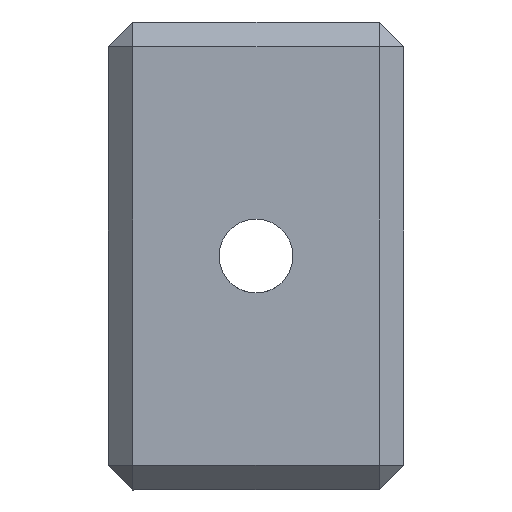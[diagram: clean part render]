
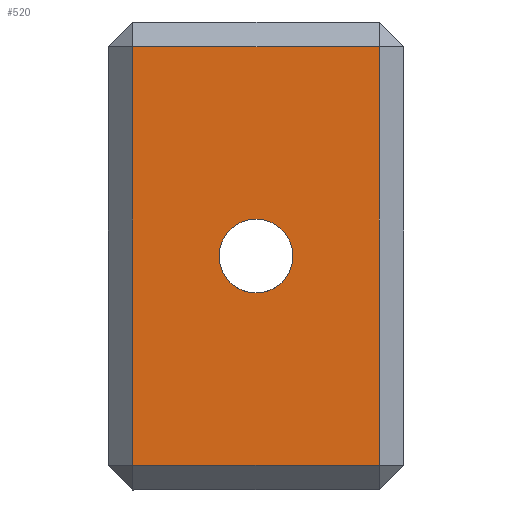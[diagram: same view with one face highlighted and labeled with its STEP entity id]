
A CAD part, front view. The second image highlights one B-rep face of the part: STEP entity #520.
In plain terms, the highlighted planar face has unit normal (0, -1, -0.001).
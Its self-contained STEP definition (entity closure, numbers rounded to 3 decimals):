
#27=FACE_BOUND('',#101,.T.);
#39=CIRCLE('',#566,4.5);
#66=FACE_OUTER_BOUND('',#100,.T.);
#100=EDGE_LOOP('',(#453,#454,#455,#456));
#101=EDGE_LOOP('',(#457));
#149=LINE('',#845,#205);
#156=LINE('',#858,#212);
#157=LINE('',#860,#213);
#159=LINE('',#864,#215);
#205=VECTOR('',#692,10.);
#212=VECTOR('',#705,10.);
#213=VECTOR('',#708,10.);
#215=VECTOR('',#714,10.);
#255=VERTEX_POINT('',#833);
#256=VERTEX_POINT('',#837);
#257=VERTEX_POINT('',#841);
#258=VERTEX_POINT('',#847);
#260=VERTEX_POINT('',#853);
#312=EDGE_CURVE('',#255,#255,#39,.T.);
#317=EDGE_CURVE('',#256,#257,#149,.T.);
#324=EDGE_CURVE('',#257,#260,#156,.T.);
#325=EDGE_CURVE('',#260,#258,#157,.T.);
#327=EDGE_CURVE('',#258,#256,#159,.T.);
#453=ORIENTED_EDGE('',*,*,#317,.F.);
#454=ORIENTED_EDGE('',*,*,#327,.F.);
#455=ORIENTED_EDGE('',*,*,#325,.F.);
#456=ORIENTED_EDGE('',*,*,#324,.F.);
#457=ORIENTED_EDGE('',*,*,#312,.T.);
#492=PLANE('',#578);
#520=ADVANCED_FACE('',(#66,#27),#492,.F.);
#566=AXIS2_PLACEMENT_3D('',#835,#680,#681);
#578=AXIS2_PLACEMENT_3D('',#867,#719,#720);
#680=DIRECTION('center_axis',(0.,1.,0.));
#681=DIRECTION('ref_axis',(0.,0.,1.));
#692=DIRECTION('',(0.,0.,1.));
#705=DIRECTION('',(1.,0.,0.));
#708=DIRECTION('',(0.,0.,-1.));
#714=DIRECTION('',(-1.,0.,0.));
#719=DIRECTION('center_axis',(0.,1.,0.));
#720=DIRECTION('ref_axis',(1.,0.,0.));
#833=CARTESIAN_POINT('',(38.523,0.,43.176));
#835=CARTESIAN_POINT('Origin',(38.523,0.,47.676));
#837=CARTESIAN_POINT('',(23.523,0.,22.176));
#841=CARTESIAN_POINT('',(23.523,0.,73.176));
#845=CARTESIAN_POINT('',(23.523,0.,33.426));
#847=CARTESIAN_POINT('',(53.523,0.,22.176));
#853=CARTESIAN_POINT('',(53.523,0.,73.176));
#858=CARTESIAN_POINT('',(29.523,0.,73.176));
#860=CARTESIAN_POINT('',(53.523,0.,61.926));
#864=CARTESIAN_POINT('',(47.523,0.,22.176));
#867=CARTESIAN_POINT('Origin',(38.523,0.,47.676));
